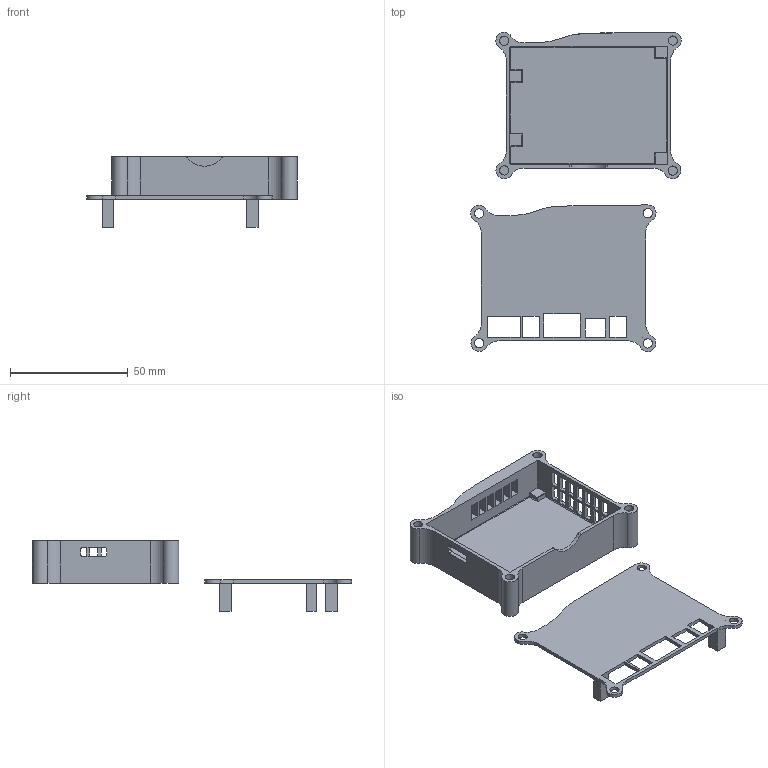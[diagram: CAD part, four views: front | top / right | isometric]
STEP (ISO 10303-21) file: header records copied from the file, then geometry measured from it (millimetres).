
FILE_DESCRIPTION(/* description */ ('STEP AP242','CAx-IF Rec.Pracs.---Representation and Presentation of Product Manufacturing Information (PMI)---4.0---2014-10-13','CAx-IF Rec.Pracs.---3D Tessellated Geometry---0.4---2014-09-14','2;1'),/* implementation_level */ '2;1');
FILE_NAME(/* name */ '68b77d4dd66d525a571c9ede',/* time_stamp */ '2025-09-02T23:27:10Z',/* author */ (''),/* organization */ (''),/* preprocessor_version */ 'ST-DEVELOPER v20',/* originating_system */ 'ONSHAPE BY PTC INC, 1.203',/* authorisation */ ' ');
FILE_SCHEMA (('AP242_MANAGED_MODEL_BASED_3D_ENGINEERING_MIM_LF { 1 0 10303 442 1 1 4 }'));
Length unit declared in the file: metre
Products named in the file (2): Part 2; Part 1
Bounding box: 89.29 x 135.48 x 29.9 mm (x, y, z)
Volume: 22085.8 mm3; surface area: 26372.9 mm2
Topology: 2 solids, 2 shells, 228 faces, 640 edges, 416 vertices
Faces by surface type: plane 162, cylinder 60, sphere 4, bspline 2
Full cylindrical faces by diameter (mm): 3.9 x8
Entity records: 7533 total; most frequent: CARTESIAN_POINT 1470, ORIENTED_EDGE 1256, DIRECTION 1179, EDGE_CURVE 628, LINE 501, VECTOR 501, VERTEX_POINT 416, AXIS2_PLACEMENT_3D 339
